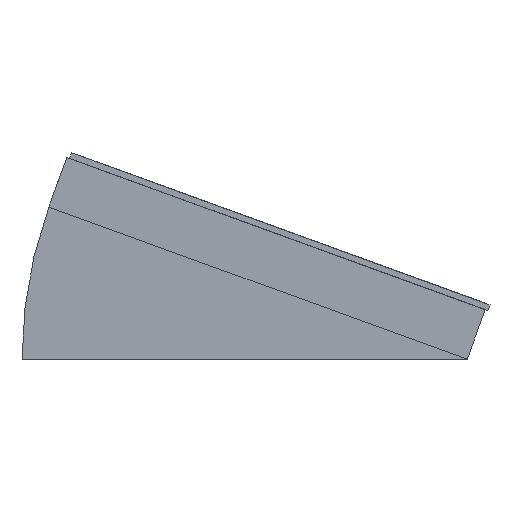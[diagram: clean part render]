
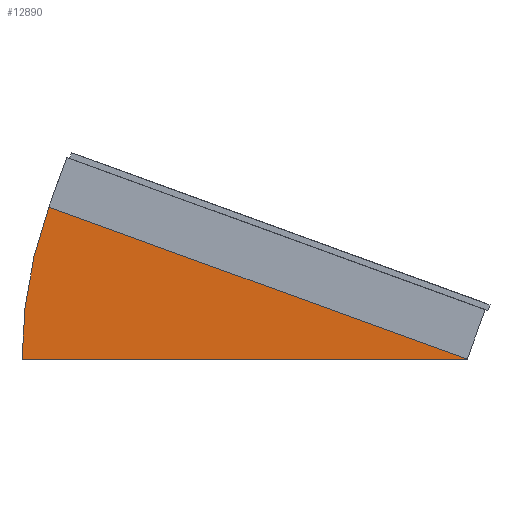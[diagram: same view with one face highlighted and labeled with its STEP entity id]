
A CAD part, left-side view. The second image highlights one B-rep face of the part: STEP entity #12890.
In plain terms, the highlighted planar face has unit normal (-1, 0, 0).
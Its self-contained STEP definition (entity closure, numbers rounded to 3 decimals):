
#39=CIRCLE('',#13277,109.65);
#1163=FACE_OUTER_BOUND('',#1889,.T.);
#1889=EDGE_LOOP('',(#11073,#11074,#11075));
#3639=LINE('',#24098,#4681);
#3644=LINE('',#24111,#4686);
#4681=VECTOR('',#14535,10.);
#4686=VECTOR('',#14548,10.);
#5950=VERTEX_POINT('',#24096);
#5951=VERTEX_POINT('',#24097);
#5954=VERTEX_POINT('',#24105);
#7713=EDGE_CURVE('',#5950,#5951,#3639,.T.);
#7717=EDGE_CURVE('',#5954,#5951,#39,.T.);
#7720=EDGE_CURVE('',#5950,#5954,#3644,.T.);
#11073=ORIENTED_EDGE('',*,*,#7720,.F.);
#11074=ORIENTED_EDGE('',*,*,#7713,.T.);
#11075=ORIENTED_EDGE('',*,*,#7717,.F.);
#12297=PLANE('',#13281);
#12890=ADVANCED_FACE('',(#1163),#12297,.F.);
#13277=AXIS2_PLACEMENT_3D('',#24106,#14541,#14542);
#13281=AXIS2_PLACEMENT_3D('',#24114,#14552,#14553);
#14535=DIRECTION('',(0.,0.94,0.342));
#14541=DIRECTION('center_axis',(1.,0.,0.));
#14542=DIRECTION('ref_axis',(0.,1.,0.));
#14548=DIRECTION('',(0.,1.,0.));
#14552=DIRECTION('center_axis',(1.,0.,0.));
#14553=DIRECTION('ref_axis',(0.,0.94,0.342));
#24096=CARTESIAN_POINT('',(150.,-69.301,1.253));
#24097=CARTESIAN_POINT('',(150.,33.741,38.741));
#24098=CARTESIAN_POINT('',(150.,-69.301,1.253));
#24105=CARTESIAN_POINT('',(150.,40.349,1.238));
#24106=CARTESIAN_POINT('Origin',(150.,-69.301,1.253));
#24111=CARTESIAN_POINT('',(150.,-69.301,1.253));
#24114=CARTESIAN_POINT('Origin',(150.,-11.367,2.377));
